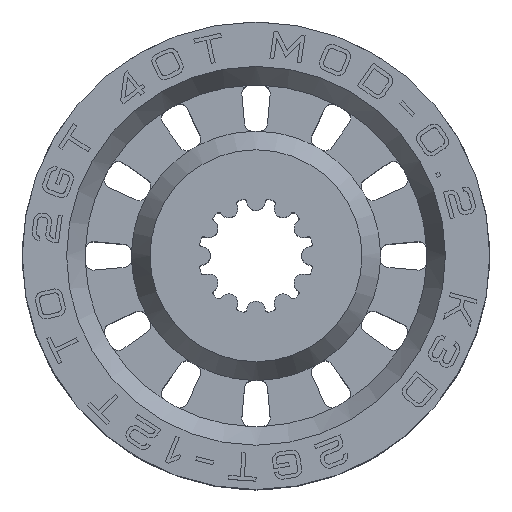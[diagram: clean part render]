
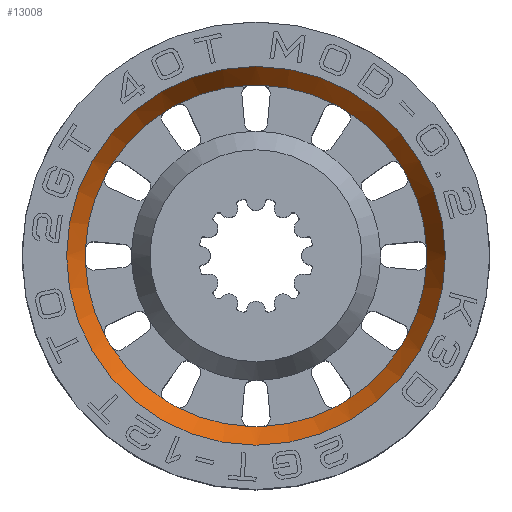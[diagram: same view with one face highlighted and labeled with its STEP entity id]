
A CAD part, top view. The second image highlights one B-rep face of the part: STEP entity #13008.
In plain terms, the highlighted conical face has half-angle 30 degrees and reference radius 11.729 mm.
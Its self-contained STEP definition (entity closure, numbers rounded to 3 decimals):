
#1423=CONICAL_SURFACE('',#14724,11.729,0.524);
#1900=CIRCLE('',#13303,11.729);
#2005=CIRCLE('',#13444,10.574);
#2011=CIRCLE('',#13461,10.574);
#2014=CIRCLE('',#13468,10.574);
#2017=CIRCLE('',#13475,10.574);
#2021=CIRCLE('',#13484,10.574);
#2023=CIRCLE('',#13489,10.574);
#2028=CIRCLE('',#13501,10.574);
#2030=CIRCLE('',#13506,10.574);
#2034=CIRCLE('',#13515,10.574);
#2037=CIRCLE('',#13523,10.574);
#2041=CIRCLE('',#13532,10.574);
#2084=CIRCLE('',#13644,10.574);
#2090=CIRCLE('',#13660,10.574);
#2092=CIRCLE('',#13663,10.574);
#2094=CIRCLE('',#13666,10.574);
#2096=CIRCLE('',#13669,10.574);
#2098=CIRCLE('',#13672,10.574);
#2100=CIRCLE('',#13675,10.574);
#2102=CIRCLE('',#13678,10.574);
#2104=CIRCLE('',#13681,10.574);
#2106=CIRCLE('',#13684,10.574);
#2108=CIRCLE('',#13687,10.574);
#2111=CIRCLE('',#13691,10.574);
#2748=CIRCLE('',#14725,10.574);
#5580=ORIENTED_EDGE('',*,*,#7512,.T.);
#5581=ORIENTED_EDGE('',*,*,#7265,.T.);
#5582=ORIENTED_EDGE('',*,*,#7508,.T.);
#5583=ORIENTED_EDGE('',*,*,#7274,.T.);
#5584=ORIENTED_EDGE('',*,*,#7504,.T.);
#5585=ORIENTED_EDGE('',*,*,#7459,.T.);
#5586=ORIENTED_EDGE('',*,*,#7500,.T.);
#5587=ORIENTED_EDGE('',*,*,#7285,.T.);
#5588=ORIENTED_EDGE('',*,*,#7496,.T.);
#5589=ORIENTED_EDGE('',*,*,#7292,.T.);
#5590=ORIENTED_EDGE('',*,*,#7492,.T.);
#5591=ORIENTED_EDGE('',*,*,#7306,.T.);
#5592=ORIENTED_EDGE('',*,*,#7488,.T.);
#5593=ORIENTED_EDGE('',*,*,#7313,.T.);
#5594=ORIENTED_EDGE('',*,*,#7484,.T.);
#5595=ORIENTED_EDGE('',*,*,#7324,.T.);
#5596=ORIENTED_EDGE('',*,*,#7480,.T.);
#5597=ORIENTED_EDGE('',*,*,#7334,.T.);
#5598=ORIENTED_EDGE('',*,*,#7476,.T.);
#5599=ORIENTED_EDGE('',*,*,#7345,.T.);
#5600=ORIENTED_EDGE('',*,*,#7518,.T.);
#5601=ORIENTED_EDGE('',*,*,#7256,.T.);
#5602=ORIENTED_EDGE('',*,*,#8467,.T.);
#5603=ORIENTED_EDGE('',*,*,#7237,.T.);
#5604=ORIENTED_EDGE('',*,*,#6862,.T.);
#6862=EDGE_CURVE('',#8896,#8896,#1900,.T.);
#7237=EDGE_CURVE('',#9256,#9255,#2005,.F.);
#7256=EDGE_CURVE('',#9266,#9265,#2011,.F.);
#7265=EDGE_CURVE('',#9274,#9273,#2014,.F.);
#7274=EDGE_CURVE('',#9282,#9281,#2017,.F.);
#7285=EDGE_CURVE('',#9292,#9291,#2021,.F.);
#7292=EDGE_CURVE('',#9298,#9297,#2023,.F.);
#7306=EDGE_CURVE('',#9312,#9311,#2028,.F.);
#7313=EDGE_CURVE('',#9318,#9317,#2030,.F.);
#7324=EDGE_CURVE('',#9328,#9327,#2034,.F.);
#7334=EDGE_CURVE('',#9338,#9337,#2037,.F.);
#7345=EDGE_CURVE('',#9348,#9347,#2041,.F.);
#7459=EDGE_CURVE('',#9398,#9397,#2084,.F.);
#7476=EDGE_CURVE('',#9337,#9348,#2090,.F.);
#7480=EDGE_CURVE('',#9327,#9338,#2092,.F.);
#7484=EDGE_CURVE('',#9317,#9328,#2094,.F.);
#7488=EDGE_CURVE('',#9311,#9318,#2096,.F.);
#7492=EDGE_CURVE('',#9297,#9312,#2098,.F.);
#7496=EDGE_CURVE('',#9291,#9298,#2100,.F.);
#7500=EDGE_CURVE('',#9397,#9292,#2102,.F.);
#7504=EDGE_CURVE('',#9281,#9398,#2104,.F.);
#7508=EDGE_CURVE('',#9273,#9282,#2106,.F.);
#7512=EDGE_CURVE('',#9255,#9274,#2108,.F.);
#7518=EDGE_CURVE('',#9347,#9266,#2111,.F.);
#8467=EDGE_CURVE('',#9265,#9256,#2748,.F.);
#8896=VERTEX_POINT('',#19299);
#9255=VERTEX_POINT('',#20571);
#9256=VERTEX_POINT('',#20573);
#9265=VERTEX_POINT('',#20606);
#9266=VERTEX_POINT('',#20608);
#9273=VERTEX_POINT('',#20625);
#9274=VERTEX_POINT('',#20627);
#9281=VERTEX_POINT('',#20644);
#9282=VERTEX_POINT('',#20646);
#9291=VERTEX_POINT('',#20667);
#9292=VERTEX_POINT('',#20669);
#9297=VERTEX_POINT('',#20682);
#9298=VERTEX_POINT('',#20684);
#9311=VERTEX_POINT('',#20712);
#9312=VERTEX_POINT('',#20714);
#9317=VERTEX_POINT('',#20727);
#9318=VERTEX_POINT('',#20729);
#9327=VERTEX_POINT('',#20750);
#9328=VERTEX_POINT('',#20752);
#9337=VERTEX_POINT('',#20772);
#9338=VERTEX_POINT('',#20774);
#9347=VERTEX_POINT('',#20795);
#9348=VERTEX_POINT('',#20797);
#9397=VERTEX_POINT('',#21001);
#9398=VERTEX_POINT('',#21003);
#11073=EDGE_LOOP('',(#5580,#5581,#5582,#5583,#5584,#5585,#5586,#5587,#5588,
#5589,#5590,#5591,#5592,#5593,#5594,#5595,#5596,#5597,#5598,#5599,#5600,
#5601,#5602,#5603));
#11074=EDGE_LOOP('',(#5604));
#11888=FACE_BOUND('',#11073,.T.);
#11889=FACE_BOUND('',#11074,.T.);
#13008=ADVANCED_FACE('',(#11888,#11889),#1423,.F.);
#13303=AXIS2_PLACEMENT_3D('',#19298,#14976,#14977);
#13444=AXIS2_PLACEMENT_3D('',#20572,#15317,#15318);
#13461=AXIS2_PLACEMENT_3D('',#20607,#15359,#15360);
#13468=AXIS2_PLACEMENT_3D('',#20626,#15377,#15378);
#13475=AXIS2_PLACEMENT_3D('',#20645,#15395,#15396);
#13484=AXIS2_PLACEMENT_3D('',#20668,#15417,#15418);
#13489=AXIS2_PLACEMENT_3D('',#20683,#15431,#15432);
#13501=AXIS2_PLACEMENT_3D('',#20713,#15459,#15460);
#13506=AXIS2_PLACEMENT_3D('',#20728,#15473,#15474);
#13515=AXIS2_PLACEMENT_3D('',#20751,#15495,#15496);
#13523=AXIS2_PLACEMENT_3D('',#20773,#15515,#15516);
#13532=AXIS2_PLACEMENT_3D('',#20796,#15537,#15538);
#13644=AXIS2_PLACEMENT_3D('',#21002,#15805,#15806);
#13660=AXIS2_PLACEMENT_3D('',#21031,#15843,#15844);
#13663=AXIS2_PLACEMENT_3D('',#21036,#15851,#15852);
#13666=AXIS2_PLACEMENT_3D('',#21041,#15859,#15860);
#13669=AXIS2_PLACEMENT_3D('',#21046,#15867,#15868);
#13672=AXIS2_PLACEMENT_3D('',#21051,#15875,#15876);
#13675=AXIS2_PLACEMENT_3D('',#21056,#15883,#15884);
#13678=AXIS2_PLACEMENT_3D('',#21061,#15891,#15892);
#13681=AXIS2_PLACEMENT_3D('',#21066,#15899,#15900);
#13684=AXIS2_PLACEMENT_3D('',#21071,#15907,#15908);
#13687=AXIS2_PLACEMENT_3D('',#21076,#15915,#15916);
#13691=AXIS2_PLACEMENT_3D('',#21083,#15926,#15927);
#14724=AXIS2_PLACEMENT_3D('',#22984,#18304,#18305);
#14725=AXIS2_PLACEMENT_3D('',#22985,#18306,#18307);
#14976=DIRECTION('',(0.,0.,1.));
#14977=DIRECTION('',(1.,0.,0.));
#15317=DIRECTION('',(0.,0.,1.));
#15318=DIRECTION('',(1.,0.,0.));
#15359=DIRECTION('',(0.,0.,1.));
#15360=DIRECTION('',(1.,0.,0.));
#15377=DIRECTION('',(0.,0.,1.));
#15378=DIRECTION('',(1.,0.,0.));
#15395=DIRECTION('',(0.,0.,1.));
#15396=DIRECTION('',(1.,0.,0.));
#15417=DIRECTION('',(0.,0.,1.));
#15418=DIRECTION('',(1.,0.,0.));
#15431=DIRECTION('',(0.,0.,1.));
#15432=DIRECTION('',(1.,0.,0.));
#15459=DIRECTION('',(0.,0.,1.));
#15460=DIRECTION('',(1.,0.,0.));
#15473=DIRECTION('',(0.,0.,1.));
#15474=DIRECTION('',(1.,0.,0.));
#15495=DIRECTION('',(0.,0.,1.));
#15496=DIRECTION('',(1.,0.,0.));
#15515=DIRECTION('',(0.,0.,1.));
#15516=DIRECTION('',(1.,0.,0.));
#15537=DIRECTION('',(0.,0.,1.));
#15538=DIRECTION('',(1.,0.,0.));
#15805=DIRECTION('',(0.,0.,1.));
#15806=DIRECTION('',(1.,0.,0.));
#15843=DIRECTION('',(0.,0.,1.));
#15844=DIRECTION('',(1.,0.,0.));
#15851=DIRECTION('',(0.,0.,1.));
#15852=DIRECTION('',(1.,0.,0.));
#15859=DIRECTION('',(0.,0.,1.));
#15860=DIRECTION('',(1.,0.,0.));
#15867=DIRECTION('',(0.,0.,1.));
#15868=DIRECTION('',(1.,0.,0.));
#15875=DIRECTION('',(0.,0.,1.));
#15876=DIRECTION('',(1.,0.,0.));
#15883=DIRECTION('',(0.,0.,1.));
#15884=DIRECTION('',(1.,0.,0.));
#15891=DIRECTION('',(0.,0.,1.));
#15892=DIRECTION('',(1.,0.,0.));
#15899=DIRECTION('',(0.,0.,1.));
#15900=DIRECTION('',(1.,0.,0.));
#15907=DIRECTION('',(0.,0.,1.));
#15908=DIRECTION('',(1.,0.,0.));
#15915=DIRECTION('',(0.,0.,1.));
#15916=DIRECTION('',(1.,0.,0.));
#15926=DIRECTION('',(0.,0.,1.));
#15927=DIRECTION('',(1.,0.,0.));
#18304=DIRECTION('',(0.,0.,1.));
#18305=DIRECTION('',(1.,0.,0.));
#18306=DIRECTION('',(0.,0.,1.));
#18307=DIRECTION('',(1.,0.,0.));
#19298=CARTESIAN_POINT('',(0.,0.,13.));
#19299=CARTESIAN_POINT('',(11.729,0.,13.));
#20571=CARTESIAN_POINT('',(0.398,10.567,11.));
#20572=CARTESIAN_POINT('',(0.,0.,11.));
#20573=CARTESIAN_POINT('',(-0.398,10.567,11.));
#20606=CARTESIAN_POINT('',(-4.939,9.35,11.));
#20607=CARTESIAN_POINT('',(0.,0.,11.));
#20608=CARTESIAN_POINT('',(-5.628,8.952,11.));
#20625=CARTESIAN_POINT('',(5.628,8.952,11.));
#20626=CARTESIAN_POINT('',(0.,0.,11.));
#20627=CARTESIAN_POINT('',(4.939,9.35,11.));
#20644=CARTESIAN_POINT('',(9.35,4.939,11.));
#20645=CARTESIAN_POINT('',(0.,0.,11.));
#20646=CARTESIAN_POINT('',(8.952,5.628,11.));
#20667=CARTESIAN_POINT('',(8.952,-5.628,11.));
#20668=CARTESIAN_POINT('',(0.,0.,11.));
#20669=CARTESIAN_POINT('',(9.35,-4.939,11.));
#20682=CARTESIAN_POINT('',(4.939,-9.35,11.));
#20683=CARTESIAN_POINT('',(0.,0.,11.));
#20684=CARTESIAN_POINT('',(5.628,-8.952,11.));
#20712=CARTESIAN_POINT('',(-0.398,-10.567,11.));
#20713=CARTESIAN_POINT('',(0.,0.,11.));
#20714=CARTESIAN_POINT('',(0.398,-10.567,11.));
#20727=CARTESIAN_POINT('',(-5.628,-8.952,11.));
#20728=CARTESIAN_POINT('',(0.,0.,11.));
#20729=CARTESIAN_POINT('',(-4.939,-9.35,11.));
#20750=CARTESIAN_POINT('',(-9.35,-4.939,11.));
#20751=CARTESIAN_POINT('',(0.,0.,11.));
#20752=CARTESIAN_POINT('',(-8.952,-5.628,11.));
#20772=CARTESIAN_POINT('',(-10.567,0.398,11.));
#20773=CARTESIAN_POINT('',(0.,0.,11.));
#20774=CARTESIAN_POINT('',(-10.567,-0.398,11.));
#20795=CARTESIAN_POINT('',(-8.952,5.628,11.));
#20796=CARTESIAN_POINT('',(0.,0.,11.));
#20797=CARTESIAN_POINT('',(-9.35,4.939,11.));
#21001=CARTESIAN_POINT('',(10.567,-0.398,11.));
#21002=CARTESIAN_POINT('',(0.,0.,11.));
#21003=CARTESIAN_POINT('',(10.567,0.398,11.));
#21031=CARTESIAN_POINT('',(0.,0.,11.));
#21036=CARTESIAN_POINT('',(0.,0.,11.));
#21041=CARTESIAN_POINT('',(0.,0.,11.));
#21046=CARTESIAN_POINT('',(0.,0.,11.));
#21051=CARTESIAN_POINT('',(0.,0.,11.));
#21056=CARTESIAN_POINT('',(0.,0.,11.));
#21061=CARTESIAN_POINT('',(0.,0.,11.));
#21066=CARTESIAN_POINT('',(0.,0.,11.));
#21071=CARTESIAN_POINT('',(0.,0.,11.));
#21076=CARTESIAN_POINT('',(0.,0.,11.));
#21083=CARTESIAN_POINT('',(0.,0.,11.));
#22984=CARTESIAN_POINT('',(0.,0.,13.));
#22985=CARTESIAN_POINT('',(0.,0.,11.));
